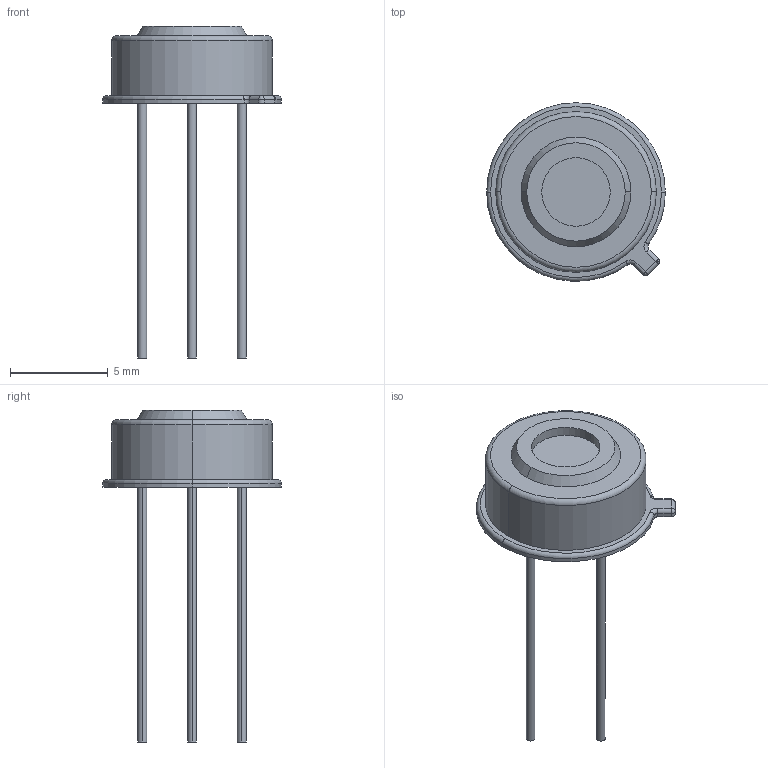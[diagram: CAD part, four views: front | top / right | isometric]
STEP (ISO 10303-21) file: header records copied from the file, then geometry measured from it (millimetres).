
FILE_DESCRIPTION (( 'STEP AP214' ), '1' );
FILE_NAME ('mlx90614.STEP', '2023-06-04T17:30:11', ( '' ), ( '' ), 'SwSTEP 2.0', 'SolidWorks 2022', '' );
FILE_SCHEMA (( 'AUTOMOTIVE_DESIGN' ));
Length unit declared in the file: inch
Products named in the file (1): mlx90614
Bounding box: 9.12 x 9.11 x 16.95 mm (x, y, z)
Volume: 201.5 mm3; surface area: 302.1 mm2
Topology: 1 solids, 1 shells, 47 faces, 101 edges, 62 vertices
Faces by surface type: cylinder 23, plane 12, torus 7, sphere 3, cone 2
Entity records: 1500 total; most frequent: DIRECTION 260, CARTESIAN_POINT 208, ORIENTED_EDGE 198, AXIS2_PLACEMENT_3D 113, EDGE_CURVE 99, CIRCLE 65, VERTEX_POINT 61, EDGE_LOOP 54
